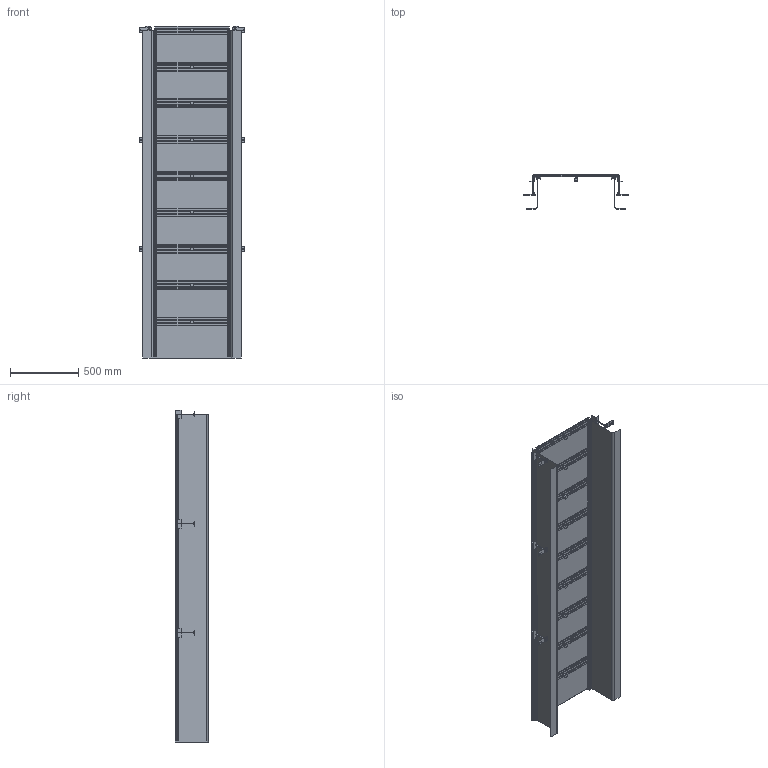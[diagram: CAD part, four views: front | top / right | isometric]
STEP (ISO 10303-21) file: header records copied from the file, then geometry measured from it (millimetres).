
FILE_DESCRIPTION((''),'2;1');
FILE_NAME('U04140KUN_ASM','2022-12-05T15:04:03',('CS00495496'),(''),'CREO PARAMETRIC BY PTC INC, 2020281','CREO PARAMETRIC BY PTC INC, 2020281','');
FILE_SCHEMA(('AUTOMOTIVE_DESIGN { 1 0 10303 214 1 1 1 1 }'));
Length unit declared in the file: millimetre
Products named in the file (14): U05644KUN; U05650KUN; U05647KUN; U05826KUN; U05996KUN; U05347KUN; U05349KUN; U05829KUN_ASM; U05699KUN; U09138KUN; U05365_2KUN; U05643KUN; U05958KUN; U04140KUN_ASM
Assembly tree (58 placements, depth 3):
  U04140KUN_ASM
    U05644KUN  x2
    U05650KUN  x2
    U05647KUN  x9
    U05826KUN  x9
    U05996KUN  x9
    U05829KUN_ASM  x6
      U05347KUN
      U05349KUN
    U05699KUN  x6
    U09138KUN  x6
    U05365_2KUN  x2
    U05643KUN  x2
    U05958KUN  x3
Bounding box: 772.13 x 246.7 x 2432.5 mm (x, y, z)
Volume: 9248326.1 mm3; surface area: 8165673 mm2
Topology: 62 solids, 71 shells, 1026 faces, 3006 edges, 2170 vertices
Faces by surface type: plane 600, cylinder 354, cone 42, torus 30
Entity records: 18414 total; most frequent: DIRECTION 2822, CARTESIAN_POINT 2310, AXIS2_PLACEMENT_3D 1010, ORIENTED_EDGE 966, PROPERTY_DEFINITION 908, REPRESENTATION 895, PROPERTY_DEFINITION_REPRESENTATION 895, GENERAL_PROPERTY 682
